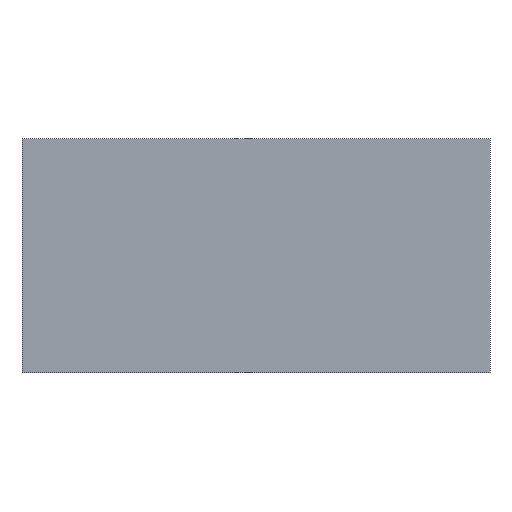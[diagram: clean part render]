
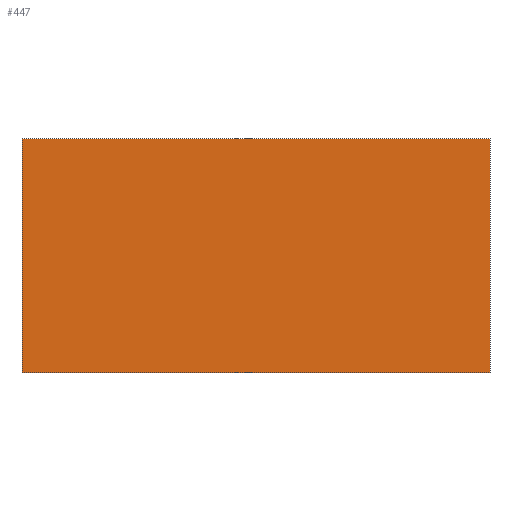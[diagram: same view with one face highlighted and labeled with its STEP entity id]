
A CAD part, front view. The second image highlights one B-rep face of the part: STEP entity #447.
In plain terms, the highlighted planar face has unit normal (0, -1, 0).
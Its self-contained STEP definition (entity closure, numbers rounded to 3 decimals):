
#139=CARTESIAN_POINT('POINT14',(40.,-40.,-20.));
#140=VERTEX_POINT('VERTEX14',#139);
#147=CARTESIAN_POINT('POINT15',(-40.,-40.,-20.));
#148=VERTEX_POINT('VERTEX15',#147);
#149=CARTESIAN_POINT('POS19',(0.,-40.,-20.));
#150=DIRECTION('DIR22',(-1.,0.,0.));
#151=VECTOR('VEC16',#150,1.);
#152=LINE('STRAIGHT16',#149,#151);
#153=EDGE_CURVE('EDGE16',#140,#148,#152,.T.);
#401=CARTESIAN_POINT('POINT30',(40.,-40.,20.));
#402=VERTEX_POINT('VERTEX30',#401);
#405=CARTESIAN_POINT('POS48',(40.,-40.,0.));
#406=DIRECTION('DIR58',(0.,0.,-1.));
#407=VECTOR('VEC38',#406,1.);
#408=LINE('STRAIGHT38',#405,#407);
#409=EDGE_CURVE('EDGE43',#402,#140,#408,.T.);
#424=CARTESIAN_POINT('POINT31',(-40.,-40.,20.));
#425=VERTEX_POINT('VERTEX31',#424);
#426=CARTESIAN_POINT('POS50',(-40.,-40.,0.));
#427=DIRECTION('DIR61',(0.,0.,-1.));
#428=VECTOR('VEC39',#427,1.);
#429=LINE('STRAIGHT39',#426,#428);
#430=EDGE_CURVE('EDGE44',#425,#148,#429,.T.);
#431=ORIENTED_EDGE('COEDGE73',*,*,#430,.T.);
#432=ORIENTED_EDGE('COEDGE74',*,*,#153,.F.);
#433=ORIENTED_EDGE('COEDGE75',*,*,#409,.F.);
#434=CARTESIAN_POINT('POS51',(0.,-40.,20.));
#435=DIRECTION('DIR62',(1.,0.,0.));
#436=VECTOR('VEC40',#435,1.);
#437=LINE('STRAIGHT40',#434,#436);
#438=EDGE_CURVE('EDGE45',#425,#402,#437,.T.);
#439=ORIENTED_EDGE('COEDGE76',*,*,#438,.F.);
#440=EDGE_LOOP('NONE',(#431,#432,#433,#439));
#441=FACE_BOUND('LOOP1',#440,.T.);
#442=CARTESIAN_POINT('POS52',(0.,-40.,0.));
#443=DIRECTION('DIR63',(0.,1.,0.));
#444=DIRECTION('DIR64',(1.,0.,0.));
#445=AXIS2_PLACEMENT_3D('AXIS12',#442,#443,#444);
#446=PLANE('PLANE12',#445);
#447=ADVANCED_FACE('FACE14',(#441),#446,.F.);
